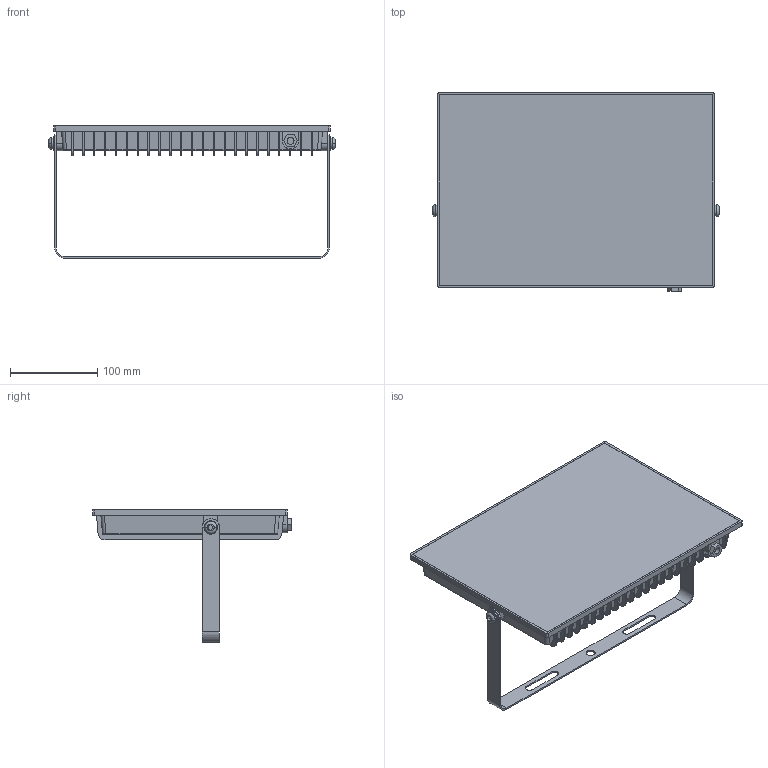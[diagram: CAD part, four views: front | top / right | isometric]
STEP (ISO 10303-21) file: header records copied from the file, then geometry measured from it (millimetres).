
FILE_DESCRIPTION (( 'STEP AP203' ), '1' );
FILE_NAME ('Ïðîæåêòîð ñâåòîäèîäíûé ÑÄÎ-3007 150Âò 6500Ê IP65 EKF Basic (FLL-3007-150-6500).STEP', '2022-04-25T07:14:21', ( '' ), ( '' ), 'SwSTEP 2.0', 'SolidWorks 2021', '' );
FILE_SCHEMA (( 'CONFIG_CONTROL_DESIGN' ));
Length unit declared in the file: millimetre
Products named in the file (1): Ïðîæåêòîð ñâåòîäèîäíûé ÑÄÎ-3007 150Âò 6500Ê IP65 EKF Basic (FLL-3007-150-6500)
Bounding box: 329 x 228.5 x 152.1 mm (x, y, z)
Volume: 1864366.6 mm3; surface area: 259515.6 mm2
Topology: 1 solids, 1 shells, 419 faces, 1191 edges, 784 vertices
Faces by surface type: plane 269, cylinder 138, bspline 8, torus 4
Entity records: 13799 total; most frequent: CARTESIAN_POINT 2656, ORIENTED_EDGE 2382, DIRECTION 2265, EDGE_CURVE 1191, LINE 879, VECTOR 879, VERTEX_POINT 784, AXIS2_PLACEMENT_3D 693
